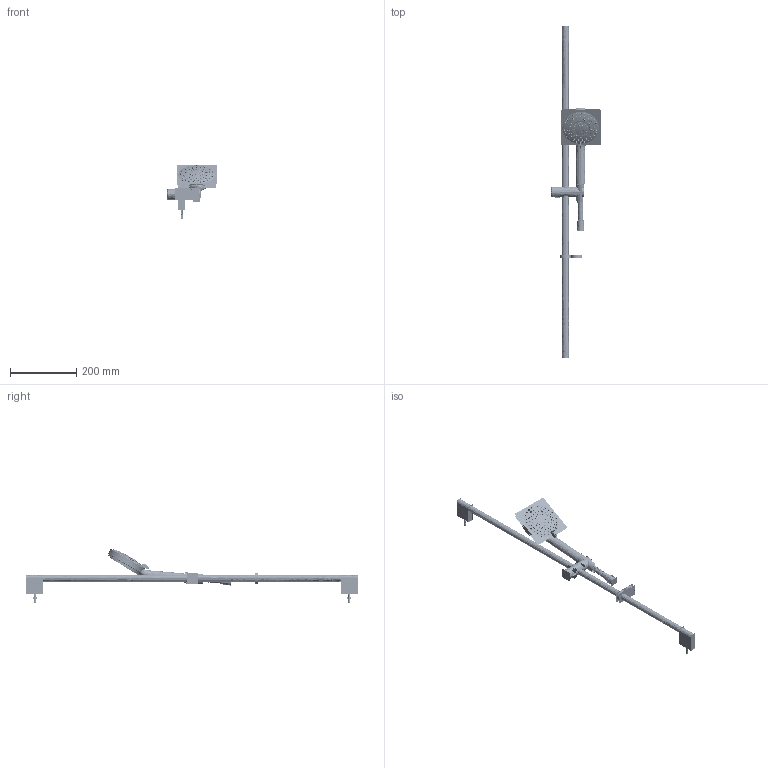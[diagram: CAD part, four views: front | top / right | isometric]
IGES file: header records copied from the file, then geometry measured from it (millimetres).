
Start section:  PTC IGES file: as58004-24-00_asm.igs
Global section: file name: as58004-24-00_asm.igs; native system: Creo Parametric by PTC Inc.; preprocessor: 2017170; author: yumeiying; organization: Unknown; date: 20191204.172742; units: millimetre
Bounding box: 148.1 x 1000 x 165.15 mm (x, y, z)
Volume: 366858.5 mm3; surface area: 5051863.8 mm2
Topology: 64 solids, 119 shells, 15434 faces, 79023 edges, 99463 vertices
Faces by surface type: bspline 15434
